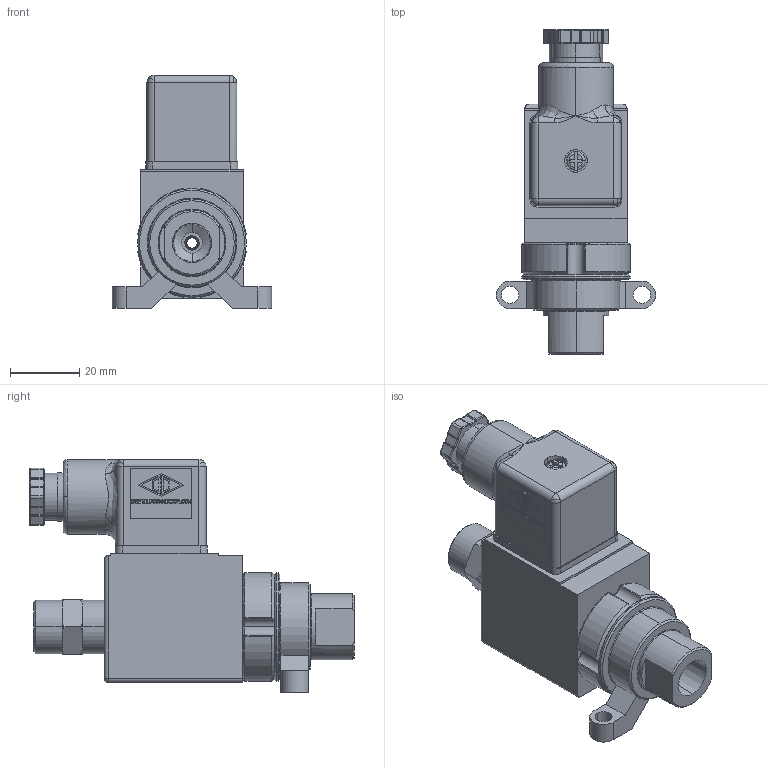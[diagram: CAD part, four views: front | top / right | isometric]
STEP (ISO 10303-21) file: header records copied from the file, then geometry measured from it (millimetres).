
FILE_DESCRIPTION (( 'STEP AP203' ), '1' );
FILE_NAME ('6100-6H001-AAB3C-A.step', '2023-01-26T21:05:42', ( '' ), ( '' ), 'SwSTEP 2.0', 'SolidWorks 2021', '' );
FILE_SCHEMA (( 'CONFIG_CONTROL_DESIGN' ));
Length unit declared in the file: inch
Products named in the file (1): 6100-6H001-AAB3C-A
Bounding box: 46.02 x 93.65 x 67.27 mm (x, y, z)
Volume: 61807 mm3; surface area: 29183.1 mm2
Topology: 2 solids, 2 shells, 1289 faces, 3381 edges, 2146 vertices
Faces by surface type: plane 625, bspline 413, cylinder 208, cone 43
Entity records: 44889 total; most frequent: CARTESIAN_POINT 15611, ORIENTED_EDGE 6660, DIRECTION 5022, EDGE_CURVE 3330, VERTEX_POINT 2146, LINE 1992, VECTOR 1992, AXIS2_PLACEMENT_3D 1515
